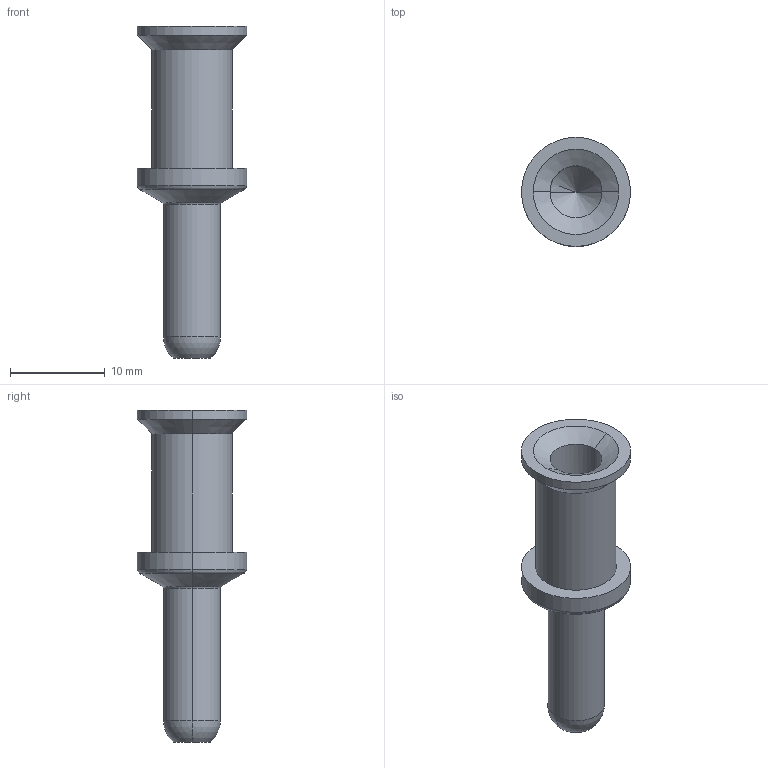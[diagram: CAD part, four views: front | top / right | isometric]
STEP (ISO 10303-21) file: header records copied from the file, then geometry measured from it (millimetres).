
FILE_DESCRIPTION((''),'2;1');
FILE_NAME('CKSM70-6','2017-05-20T',('tl.yang'),(''),'PRO/ENGINEER BY PARAMETRIC TECHNOLOGY CORPORATION, 2011500','PRO/ENGINEER BY PARAMETRIC TECHNOLOGY CORPORATION, 2011500','');
FILE_SCHEMA(('CONFIG_CONTROL_DESIGN'));
Length unit declared in the file: millimetre
Products named in the file (1): CKSM70-6
Bounding box: 11.5 x 11.5 x 35 mm (x, y, z)
Volume: 1309.8 mm3; surface area: 1319.8 mm2
Topology: 1 solids, 1 shells, 29 faces, 63 edges, 35 vertices
Faces by surface type: cylinder 12, cone 8, torus 4, plane 3, sphere 2
Entity records: 852 total; most frequent: CARTESIAN_POINT 173, DIRECTION 148, ORIENTED_EDGE 122, AXIS2_PLACEMENT_3D 64, EDGE_CURVE 61, VERTEX_POINT 35, CIRCLE 35, EDGE_LOOP 32
